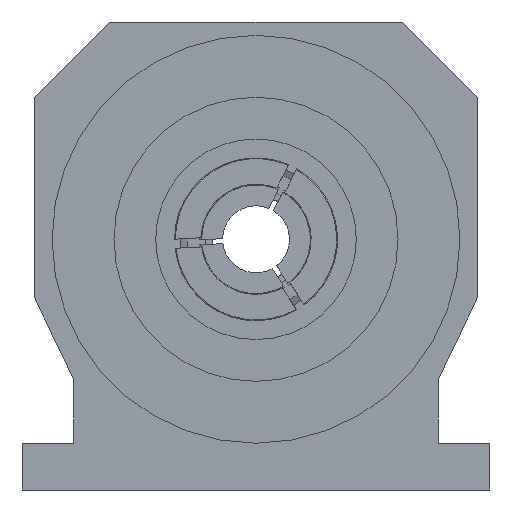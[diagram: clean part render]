
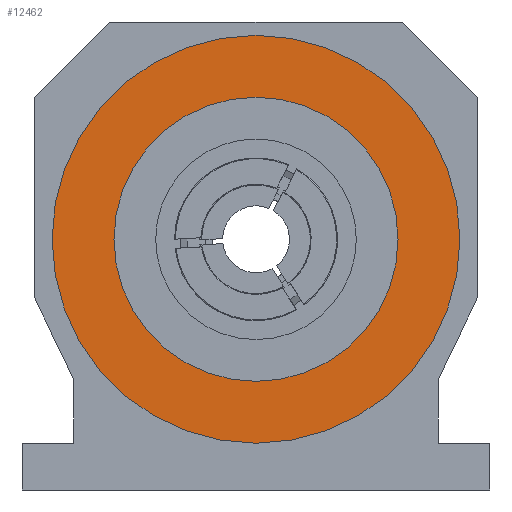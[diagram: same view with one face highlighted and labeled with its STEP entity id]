
A CAD part, front view. The second image highlights one B-rep face of the part: STEP entity #12462.
In plain terms, the highlighted planar face has unit normal (0, -1, 0).
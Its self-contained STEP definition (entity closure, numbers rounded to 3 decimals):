
#720 = AXIS2_PLACEMENT_3D ( 'NONE', #10936, #13191, #5767 ) ;
#1440 = CIRCLE ( 'NONE', #9535, 122. ) ;
#1560 = EDGE_LOOP ( 'NONE', ( #4078 ) ) ;
#2159 = CARTESIAN_POINT ( 'NONE',  ( 0., -61., 235. ) ) ;
#2321 = AXIS2_PLACEMENT_3D ( 'NONE', #3542, #2561, #13362 ) ;
#2561 = DIRECTION ( 'NONE',  ( 0., -1., 0. ) ) ;
#2844 = EDGE_CURVE ( 'NONE', #11824, #11824, #6791, .T. ) ;
#3263 = FACE_BOUND ( 'NONE', #1560, .T. ) ;
#3297 = EDGE_LOOP ( 'NONE', ( #13544 ) ) ;
#3542 = CARTESIAN_POINT ( 'NONE',  ( 0., -61., 150. ) ) ;
#4078 = ORIENTED_EDGE ( 'NONE', *, *, #2844, .T. ) ;
#5336 = DIRECTION ( 'NONE',  ( 0., 0., 1. ) ) ;
#5623 = CARTESIAN_POINT ( 'NONE',  ( 0., -61., 150. ) ) ;
#5767 = DIRECTION ( 'NONE',  ( 0., 0., 1. ) ) ;
#6429 = PLANE ( 'NONE',  #2321 ) ;
#6791 = CIRCLE ( 'NONE', #720, 85. ) ;
#7455 = DIRECTION ( 'NONE',  ( 0., 1., 0. ) ) ;
#9535 = AXIS2_PLACEMENT_3D ( 'NONE', #5623, #7455, #5336 ) ;
#10936 = CARTESIAN_POINT ( 'NONE',  ( 0., -61., 150. ) ) ;
#11824 = VERTEX_POINT ( 'NONE', #2159 ) ;
#11870 = FACE_OUTER_BOUND ( 'NONE', #3297, .T. ) ;
#12386 = CARTESIAN_POINT ( 'NONE',  ( 0., -61., 272. ) ) ;
#12462 = ADVANCED_FACE ( 'NONE', ( #3263, #11870 ), #6429, .T. ) ;
#13191 = DIRECTION ( 'NONE',  ( 0., 1., 0. ) ) ;
#13362 = DIRECTION ( 'NONE',  ( 0., 0., -1. ) ) ;
#13383 = VERTEX_POINT ( 'NONE', #12386 ) ;
#13429 = EDGE_CURVE ( 'NONE', #13383, #13383, #1440, .T. ) ;
#13544 = ORIENTED_EDGE ( 'NONE', *, *, #13429, .F. ) ;
